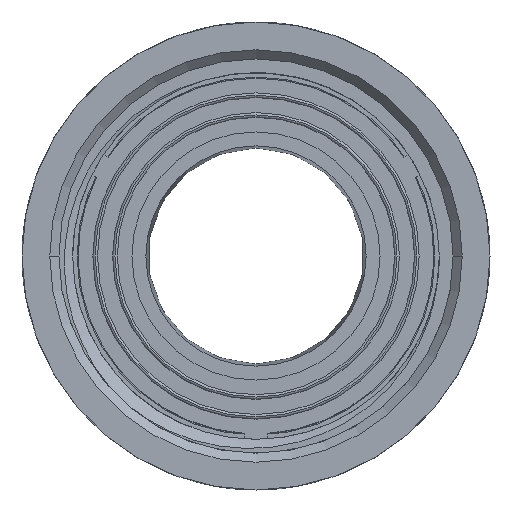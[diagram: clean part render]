
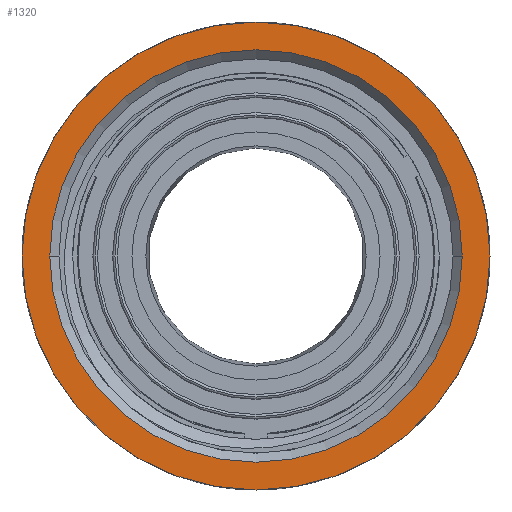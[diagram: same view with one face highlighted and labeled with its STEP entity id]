
A CAD part, front view. The second image highlights one B-rep face of the part: STEP entity #1320.
In plain terms, the highlighted planar face has unit normal (0, -1, 0).
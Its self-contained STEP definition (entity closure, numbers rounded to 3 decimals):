
#713=PLANE('',#5028);
#804=FACE_BOUND('',#1786,.T.);
#805=FACE_BOUND('',#1787,.T.);
#1320=ADVANCED_FACE('',(#804,#805),#713,.F.);
#1786=EDGE_LOOP('',(#2711,#2712));
#1787=EDGE_LOOP('',(#2713,#2714));
#2711=ORIENTED_EDGE('',*,*,#4200,.T.);
#2712=ORIENTED_EDGE('',*,*,#4320,.T.);
#2713=ORIENTED_EDGE('',*,*,#4321,.F.);
#2714=ORIENTED_EDGE('',*,*,#4215,.F.);
#3778=VERTEX_POINT('',#6296);
#3779=VERTEX_POINT('',#6298);
#3791=VERTEX_POINT('',#6343);
#3792=VERTEX_POINT('',#6345);
#4200=EDGE_CURVE('',#3779,#3778,#4817,.T.);
#4215=EDGE_CURVE('',#3791,#3792,#4825,.T.);
#4320=EDGE_CURVE('',#3778,#3779,#4855,.T.);
#4321=EDGE_CURVE('',#3792,#3791,#4856,.T.);
#4817=CIRCLE('',#4966,22.476);
#4825=CIRCLE('',#4978,25.5);
#4855=CIRCLE('',#5026,22.476);
#4856=CIRCLE('',#5027,25.5);
#4966=AXIS2_PLACEMENT_3D('',#6297,#5323,#5324);
#4978=AXIS2_PLACEMENT_3D('',#6344,#5353,#5354);
#5026=AXIS2_PLACEMENT_3D('',#7985,#5489,#5490);
#5027=AXIS2_PLACEMENT_3D('',#7986,#5491,#5492);
#5028=AXIS2_PLACEMENT_3D('',#7987,#5493,#5494);
#5323=DIRECTION('',(0.,1.,0.));
#5324=DIRECTION('',(1.,0.,0.));
#5353=DIRECTION('',(0.,1.,0.));
#5354=DIRECTION('',(1.,0.,0.));
#5489=DIRECTION('',(0.,1.,0.));
#5490=DIRECTION('',(1.,0.,0.));
#5491=DIRECTION('',(0.,1.,0.));
#5492=DIRECTION('',(1.,0.,0.));
#5493=DIRECTION('',(0.,1.,0.));
#5494=DIRECTION('',(-1.,0.,0.));
#6296=CARTESIAN_POINT('',(-2099.86,707.417,0.));
#6297=CARTESIAN_POINT('',(-2122.336,707.417,0.));
#6298=CARTESIAN_POINT('',(-2144.812,707.417,0.));
#6343=CARTESIAN_POINT('',(-2096.836,707.417,0.));
#6344=CARTESIAN_POINT('',(-2122.336,707.417,0.));
#6345=CARTESIAN_POINT('',(-2147.836,707.417,0.));
#7985=CARTESIAN_POINT('',(-2122.336,707.417,0.));
#7986=CARTESIAN_POINT('',(-2122.336,707.417,0.));
#7987=CARTESIAN_POINT('',(-2122.336,707.417,0.));
